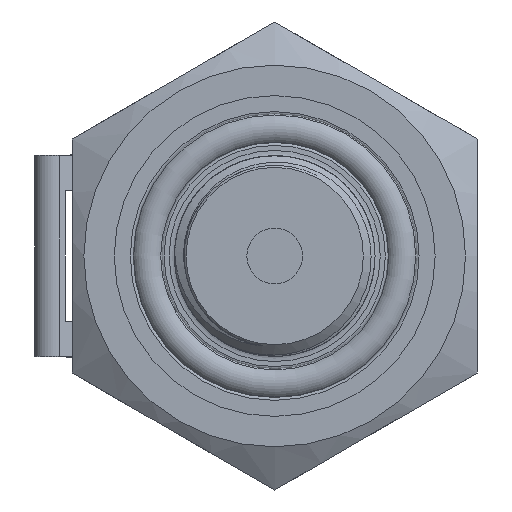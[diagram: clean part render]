
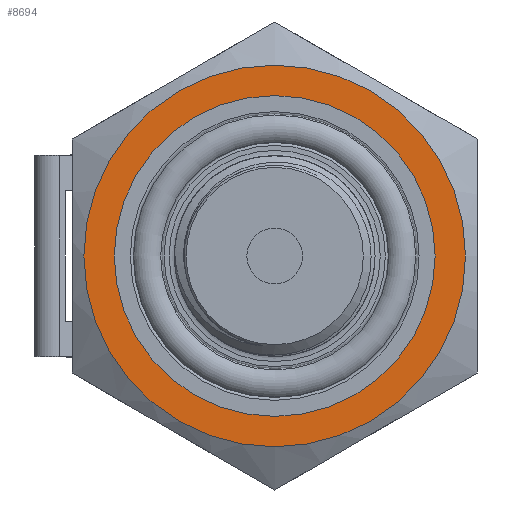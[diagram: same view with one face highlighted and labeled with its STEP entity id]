
A CAD part, left-side view. The second image highlights one B-rep face of the part: STEP entity #8694.
In plain terms, the highlighted planar face has unit normal (-1, 0, 0).
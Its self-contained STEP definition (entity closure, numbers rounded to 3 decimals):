
#146=FACE_BOUND('',#1452,.T.);
#268=PLANE('',#9167);
#923=FACE_OUTER_BOUND('',#1451,.T.);
#1451=EDGE_LOOP('',(#7420));
#1452=EDGE_LOOP('',(#7421));
#1773=CIRCLE('',#9132,11.3);
#1791=CIRCLE('',#9166,9.5);
#4104=VERTEX_POINT('',#24660);
#4124=VERTEX_POINT('',#26009);
#5234=EDGE_CURVE('',#4104,#4104,#1773,.T.);
#5271=EDGE_CURVE('',#4124,#4124,#1791,.T.);
#7420=ORIENTED_EDGE('',*,*,#5234,.T.);
#7421=ORIENTED_EDGE('',*,*,#5271,.T.);
#8694=ADVANCED_FACE('',(#923,#146),#268,.T.);
#9132=AXIS2_PLACEMENT_3D('',#24662,#10275,#10276);
#9166=AXIS2_PLACEMENT_3D('',#26010,#10351,#10352);
#9167=AXIS2_PLACEMENT_3D('',#26012,#10354,#10355);
#10275=DIRECTION('center_axis',(-1.,0.,0.));
#10276=DIRECTION('ref_axis',(0.,1.,0.));
#10351=DIRECTION('center_axis',(1.,0.,0.));
#10352=DIRECTION('ref_axis',(0.,0.,-1.));
#10354=DIRECTION('center_axis',(-1.,0.,0.));
#10355=DIRECTION('ref_axis',(0.,0.,1.));
#24660=CARTESIAN_POINT('',(14.,-11.3,0.));
#24662=CARTESIAN_POINT('Origin',(14.,0.,0.));
#26009=CARTESIAN_POINT('',(14.,-9.5,0.));
#26010=CARTESIAN_POINT('Origin',(14.,0.,0.));
#26012=CARTESIAN_POINT('Origin',(14.,12.,0.));
